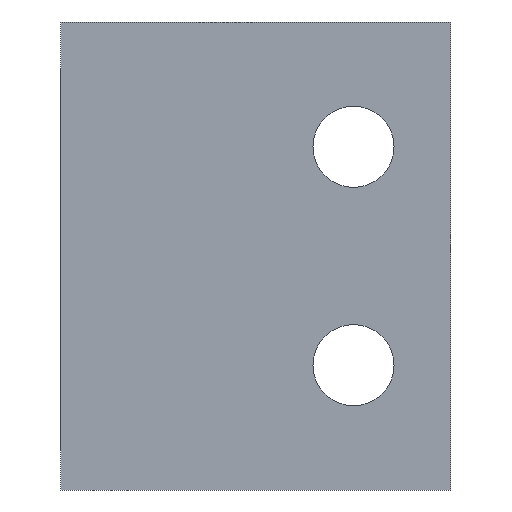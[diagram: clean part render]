
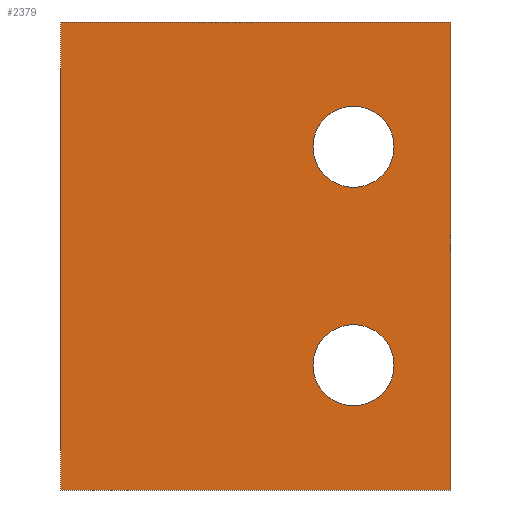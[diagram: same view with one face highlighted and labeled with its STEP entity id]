
A CAD part, front view. The second image highlights one B-rep face of the part: STEP entity #2379.
In plain terms, the highlighted planar face has unit normal (0, -1, 0).
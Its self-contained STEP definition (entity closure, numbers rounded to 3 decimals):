
#228=FACE_BOUND('',#522,.T.);
#229=FACE_BOUND('',#523,.T.);
#236=CIRCLE('',#2448,2.6);
#237=CIRCLE('',#2450,2.6);
#369=FACE_OUTER_BOUND('',#521,.T.);
#521=EDGE_LOOP('',(#2169,#2170,#2171,#2172));
#522=EDGE_LOOP('',(#2173));
#523=EDGE_LOOP('',(#2174));
#677=LINE('',#4426,#883);
#730=LINE('',#4561,#936);
#731=LINE('',#4563,#937);
#732=LINE('',#4564,#938);
#883=VECTOR('',#2706,10.);
#936=VECTOR('',#2837,10.);
#937=VECTOR('',#2840,10.);
#938=VECTOR('',#2841,10.);
#1122=VERTEX_POINT('',#4423);
#1123=VERTEX_POINT('',#4425);
#1155=VERTEX_POINT('',#4519);
#1156=VERTEX_POINT('',#4523);
#1165=VERTEX_POINT('',#4557);
#1166=VERTEX_POINT('',#4559);
#1441=EDGE_CURVE('',#1122,#1123,#677,.T.);
#1487=EDGE_CURVE('',#1155,#1155,#236,.T.);
#1489=EDGE_CURVE('',#1156,#1156,#237,.T.);
#1506=EDGE_CURVE('',#1165,#1166,#730,.T.);
#1507=EDGE_CURVE('',#1122,#1165,#731,.T.);
#1508=EDGE_CURVE('',#1123,#1166,#732,.T.);
#2169=ORIENTED_EDGE('',*,*,#1507,.T.);
#2170=ORIENTED_EDGE('',*,*,#1506,.T.);
#2171=ORIENTED_EDGE('',*,*,#1508,.F.);
#2172=ORIENTED_EDGE('',*,*,#1441,.F.);
#2173=ORIENTED_EDGE('',*,*,#1487,.T.);
#2174=ORIENTED_EDGE('',*,*,#1489,.T.);
#2250=PLANE('',#2466);
#2379=ADVANCED_FACE('',(#369,#228,#229),#2250,.T.);
#2448=AXIS2_PLACEMENT_3D('',#4521,#2790,#2791);
#2450=AXIS2_PLACEMENT_3D('',#4525,#2795,#2796);
#2466=AXIS2_PLACEMENT_3D('',#4562,#2838,#2839);
#2706=DIRECTION('',(0.,0.,1.));
#2790=DIRECTION('center_axis',(0.,1.,0.));
#2791=DIRECTION('ref_axis',(1.,0.,0.));
#2795=DIRECTION('center_axis',(0.,1.,0.));
#2796=DIRECTION('ref_axis',(1.,0.,0.));
#2837=DIRECTION('',(0.,0.,1.));
#2838=DIRECTION('center_axis',(0.,-1.,0.));
#2839=DIRECTION('ref_axis',(1.,0.,0.));
#2840=DIRECTION('',(1.,0.,0.));
#2841=DIRECTION('',(1.,0.,0.));
#4423=CARTESIAN_POINT('',(-160.,0.,0.));
#4425=CARTESIAN_POINT('',(-160.,0.,30.));
#4426=CARTESIAN_POINT('',(-160.,0.,0.));
#4519=CARTESIAN_POINT('',(-143.85,0.,22.));
#4521=CARTESIAN_POINT('Origin',(-141.25,0.,22.));
#4523=CARTESIAN_POINT('',(-143.85,0.,8.));
#4525=CARTESIAN_POINT('Origin',(-141.25,0.,8.));
#4557=CARTESIAN_POINT('',(-135.,0.,0.));
#4559=CARTESIAN_POINT('',(-135.,0.,30.));
#4561=CARTESIAN_POINT('',(-135.,0.,0.));
#4562=CARTESIAN_POINT('Origin',(-160.,0.,0.));
#4563=CARTESIAN_POINT('',(-160.,0.,0.));
#4564=CARTESIAN_POINT('',(-160.,0.,30.));
